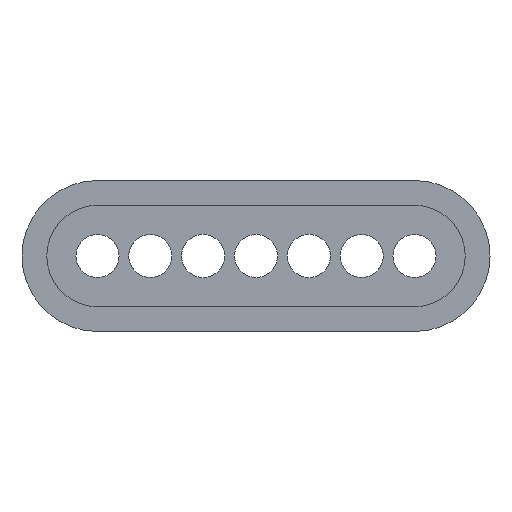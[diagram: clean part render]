
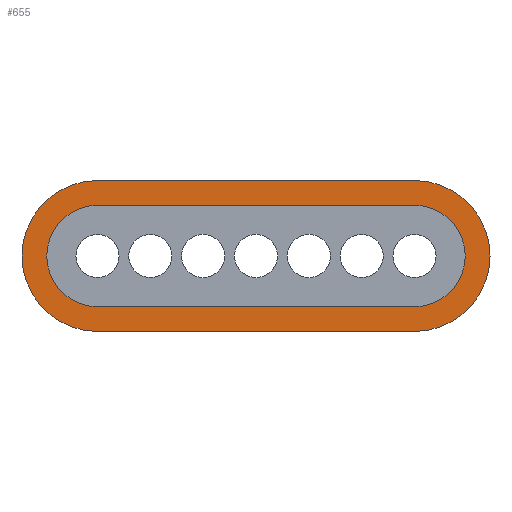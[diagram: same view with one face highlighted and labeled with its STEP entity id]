
A CAD part, left-side view. The second image highlights one B-rep face of the part: STEP entity #655.
In plain terms, the highlighted planar face has unit normal (-1, 0, 0).
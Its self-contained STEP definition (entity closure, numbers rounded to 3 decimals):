
#2 = ORIENTED_EDGE ( 'NONE', *, *, #104, .F. ) ;
#14 = AXIS2_PLACEMENT_3D ( 'NONE', #573, #503, #799 ) ;
#19 = DIRECTION ( 'NONE',  ( 0., -1., 0. ) ) ;
#20 = VERTEX_POINT ( 'NONE', #440 ) ;
#29 = LINE ( 'NONE', #168, #747 ) ;
#31 = CARTESIAN_POINT ( 'NONE',  ( -4.88, 54.671, -0.85 ) ) ;
#32 = EDGE_CURVE ( 'NONE', #432, #428, #216, .T. ) ;
#43 = CIRCLE ( 'NONE', #470, 2.35 ) ;
#59 = PLANE ( 'NONE',  #843 ) ;
#67 = DIRECTION ( 'NONE',  ( 0., -1., 0. ) ) ;
#72 = ORIENTED_EDGE ( 'NONE', *, *, #849, .F. ) ;
#75 = CARTESIAN_POINT ( 'NONE',  ( -4.88, 69.371, 3.85 ) ) ;
#79 = EDGE_CURVE ( 'NONE', #20, #639, #408, .T. ) ;
#81 = VERTEX_POINT ( 'NONE', #31 ) ;
#86 = DIRECTION ( 'NONE',  ( 0., 1., 0. ) ) ;
#102 = DIRECTION ( 'NONE',  ( 1., 0., 0. ) ) ;
#104 = EDGE_CURVE ( 'NONE', #204, #829, #893, .T. ) ;
#107 = CARTESIAN_POINT ( 'NONE',  ( -4.88, 54.671, 3.85 ) ) ;
#125 = EDGE_CURVE ( 'NONE', #271, #817, #677, .T. ) ;
#137 = ORIENTED_EDGE ( 'NONE', *, *, #125, .T. ) ;
#143 = VECTOR ( 'NONE', #86, 1000. ) ;
#154 = CARTESIAN_POINT ( 'NONE',  ( -4.88, 69.371, 3.85 ) ) ;
#168 = CARTESIAN_POINT ( 'NONE',  ( -4.88, 69.371, 5. ) ) ;
#194 = DIRECTION ( 'NONE',  ( 1., 0., 0. ) ) ;
#204 = VERTEX_POINT ( 'NONE', #775 ) ;
#216 = CIRCLE ( 'NONE', #743, 3.5 ) ;
#242 = DIRECTION ( 'NONE',  ( 1., 0., 0. ) ) ;
#246 = DIRECTION ( 'NONE',  ( 1., 0., 0. ) ) ;
#261 = AXIS2_PLACEMENT_3D ( 'NONE', #590, #246, #19 ) ;
#267 = VERTEX_POINT ( 'NONE', #574 ) ;
#269 = CARTESIAN_POINT ( 'NONE',  ( -4.88, 54.671, 1.5 ) ) ;
#271 = VERTEX_POINT ( 'NONE', #75 ) ;
#302 = VECTOR ( 'NONE', #752, 1000. ) ;
#311 = CARTESIAN_POINT ( 'NONE',  ( -4.88, 54.671, 1.5 ) ) ;
#337 = AXIS2_PLACEMENT_3D ( 'NONE', #609, #102, #385 ) ;
#340 = CARTESIAN_POINT ( 'NONE',  ( -4.88, 71.721, 1.5 ) ) ;
#353 = ORIENTED_EDGE ( 'NONE', *, *, #32, .F. ) ;
#373 = DIRECTION ( 'NONE',  ( 0., -1., 0. ) ) ;
#377 = ORIENTED_EDGE ( 'NONE', *, *, #800, .F. ) ;
#385 = DIRECTION ( 'NONE',  ( 0., -1., 0. ) ) ;
#408 = CIRCLE ( 'NONE', #261, 2.35 ) ;
#410 = CIRCLE ( 'NONE', #14, 3.5 ) ;
#415 = FACE_OUTER_BOUND ( 'NONE', #915, .T. ) ;
#428 = VERTEX_POINT ( 'NONE', #530 ) ;
#432 = VERTEX_POINT ( 'NONE', #461 ) ;
#440 = CARTESIAN_POINT ( 'NONE',  ( -4.88, 69.371, -0.85 ) ) ;
#458 = CARTESIAN_POINT ( 'NONE',  ( -4.88, 69.371, -2. ) ) ;
#461 = CARTESIAN_POINT ( 'NONE',  ( -4.88, 54.671, 5. ) ) ;
#470 = AXIS2_PLACEMENT_3D ( 'NONE', #771, #194, #67 ) ;
#471 = CIRCLE ( 'NONE', #337, 3.5 ) ;
#503 = DIRECTION ( 'NONE',  ( 1., 0., 0. ) ) ;
#506 = EDGE_LOOP ( 'NONE', ( #678, #910, #533, #137, #654 ) ) ;
#511 = CARTESIAN_POINT ( 'NONE',  ( -4.88, 69.371, -0.85 ) ) ;
#516 = CARTESIAN_POINT ( 'NONE',  ( -4.88, 69.371, 1.5 ) ) ;
#530 = CARTESIAN_POINT ( 'NONE',  ( -4.88, 51.171, 1.5 ) ) ;
#533 = ORIENTED_EDGE ( 'NONE', *, *, #913, .T. ) ;
#552 = DIRECTION ( 'NONE',  ( -1., 0., 0. ) ) ;
#563 = CIRCLE ( 'NONE', #875, 2.35 ) ;
#573 = CARTESIAN_POINT ( 'NONE',  ( -4.88, 69.371, 1.5 ) ) ;
#574 = CARTESIAN_POINT ( 'NONE',  ( -4.88, 69.371, 5. ) ) ;
#590 = CARTESIAN_POINT ( 'NONE',  ( -4.88, 69.371, 1.5 ) ) ;
#596 = DIRECTION ( 'NONE',  ( 0., -1., 0. ) ) ;
#609 = CARTESIAN_POINT ( 'NONE',  ( -4.88, 54.671, 1.5 ) ) ;
#627 = EDGE_CURVE ( 'NONE', #817, #81, #43, .T. ) ;
#639 = VERTEX_POINT ( 'NONE', #340 ) ;
#654 = ORIENTED_EDGE ( 'NONE', *, *, #627, .T. ) ;
#655 = ADVANCED_FACE ( 'NONE', ( #850, #415 ), #59, .T. ) ;
#677 = LINE ( 'NONE', #154, #682 ) ;
#678 = ORIENTED_EDGE ( 'NONE', *, *, #725, .T. ) ;
#682 = VECTOR ( 'NONE', #812, 1000. ) ;
#692 = ORIENTED_EDGE ( 'NONE', *, *, #897, .F. ) ;
#718 = LINE ( 'NONE', #511, #143 ) ;
#725 = EDGE_CURVE ( 'NONE', #81, #20, #718, .T. ) ;
#743 = AXIS2_PLACEMENT_3D ( 'NONE', #311, #242, #885 ) ;
#747 = VECTOR ( 'NONE', #596, 1000. ) ;
#752 = DIRECTION ( 'NONE',  ( 0., 1., 0. ) ) ;
#771 = CARTESIAN_POINT ( 'NONE',  ( -4.88, 54.671, 1.5 ) ) ;
#775 = CARTESIAN_POINT ( 'NONE',  ( -4.88, 54.671, -2. ) ) ;
#779 = DIRECTION ( 'NONE',  ( 0., -1., 0. ) ) ;
#799 = DIRECTION ( 'NONE',  ( 0., 1., 0. ) ) ;
#800 = EDGE_CURVE ( 'NONE', #829, #267, #410, .T. ) ;
#812 = DIRECTION ( 'NONE',  ( 0., -1., 0. ) ) ;
#817 = VERTEX_POINT ( 'NONE', #107 ) ;
#829 = VERTEX_POINT ( 'NONE', #916 ) ;
#843 = AXIS2_PLACEMENT_3D ( 'NONE', #269, #552, #779 ) ;
#849 = EDGE_CURVE ( 'NONE', #267, #432, #29, .T. ) ;
#850 = FACE_BOUND ( 'NONE', #506, .T. ) ;
#875 = AXIS2_PLACEMENT_3D ( 'NONE', #516, #911, #373 ) ;
#885 = DIRECTION ( 'NONE',  ( 0., -1., 0. ) ) ;
#893 = LINE ( 'NONE', #458, #302 ) ;
#897 = EDGE_CURVE ( 'NONE', #428, #204, #471, .T. ) ;
#910 = ORIENTED_EDGE ( 'NONE', *, *, #79, .T. ) ;
#911 = DIRECTION ( 'NONE',  ( 1., 0., 0. ) ) ;
#913 = EDGE_CURVE ( 'NONE', #639, #271, #563, .T. ) ;
#915 = EDGE_LOOP ( 'NONE', ( #353, #72, #377, #2, #692 ) ) ;
#916 = CARTESIAN_POINT ( 'NONE',  ( -4.88, 69.371, -2. ) ) ;
